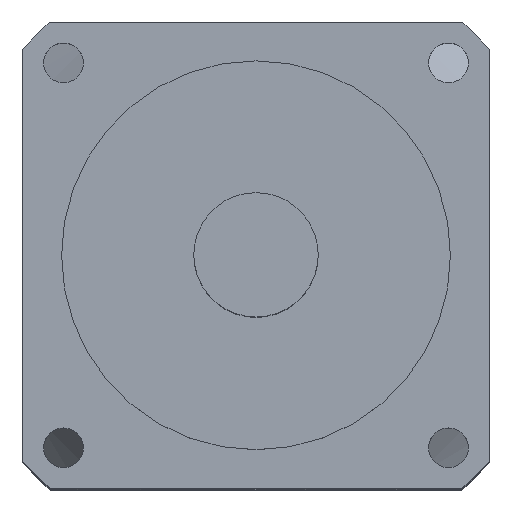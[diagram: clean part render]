
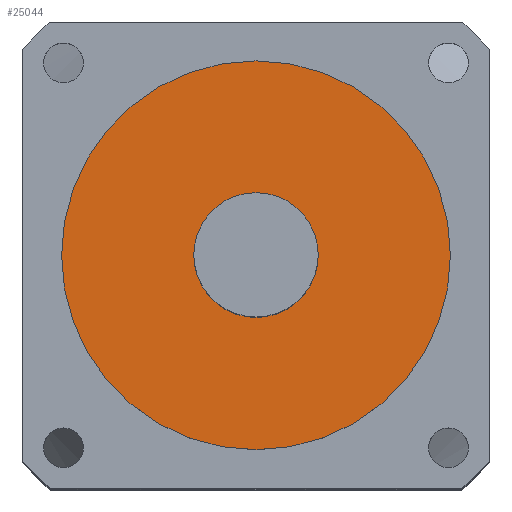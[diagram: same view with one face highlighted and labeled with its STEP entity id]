
A CAD part, top view. The second image highlights one B-rep face of the part: STEP entity #25044.
In plain terms, the highlighted planar face has unit normal (0, 0, 1).
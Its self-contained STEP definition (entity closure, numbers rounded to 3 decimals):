
#921 = AXIS2_PLACEMENT_3D ( 'NONE', #4498, #7326, #12459 ) ;
#1472 = CIRCLE ( 'NONE', #921, 25. ) ;
#3595 = EDGE_LOOP ( 'NONE', ( #29717, #23310 ) ) ;
#4303 = EDGE_LOOP ( 'NONE', ( #23269, #5956 ) ) ;
#4352 = CARTESIAN_POINT ( 'NONE',  ( 25., 0., 103.1 ) ) ;
#4498 = CARTESIAN_POINT ( 'NONE',  ( 0., 0., 103.1 ) ) ;
#4583 = PLANE ( 'NONE',  #31187 ) ;
#4647 = AXIS2_PLACEMENT_3D ( 'NONE', #20649, #17829, #10341 ) ;
#4915 = CARTESIAN_POINT ( 'NONE',  ( 0., 0., 103.1 ) ) ;
#5461 = CARTESIAN_POINT ( 'NONE',  ( 8., 0., 103.1 ) ) ;
#5956 = ORIENTED_EDGE ( 'NONE', *, *, #7228, .T. ) ;
#6279 = DIRECTION ( 'NONE',  ( 0., 0., 1. ) ) ;
#7228 = EDGE_CURVE ( 'NONE', #20922, #12626, #32548, .T. ) ;
#7326 = DIRECTION ( 'NONE',  ( 0., 0., 1. ) ) ;
#10122 = VERTEX_POINT ( 'NONE', #5461 ) ;
#10341 = DIRECTION ( 'NONE',  ( 1., 0., 0. ) ) ;
#11818 = CARTESIAN_POINT ( 'NONE',  ( 0., 0., 103.1 ) ) ;
#11902 = FACE_BOUND ( 'NONE', #3595, .T. ) ;
#12459 = DIRECTION ( 'NONE',  ( 1., 0., 0. ) ) ;
#12626 = VERTEX_POINT ( 'NONE', #24456 ) ;
#16314 = CIRCLE ( 'NONE', #29035, 8. ) ;
#16487 = DIRECTION ( 'NONE',  ( 0., 0., 1. ) ) ;
#17392 = CIRCLE ( 'NONE', #4647, 8. ) ;
#17829 = DIRECTION ( 'NONE',  ( 0., 0., 1. ) ) ;
#18829 = DIRECTION ( 'NONE',  ( 1., 0., 0. ) ) ;
#20649 = CARTESIAN_POINT ( 'NONE',  ( 0., 0., 103.1 ) ) ;
#20922 = VERTEX_POINT ( 'NONE', #4352 ) ;
#21411 = AXIS2_PLACEMENT_3D ( 'NONE', #29043, #6279, #30768 ) ;
#22536 = DIRECTION ( 'NONE',  ( 0., 0., 1. ) ) ;
#22702 = DIRECTION ( 'NONE',  ( 1., 0., 0. ) ) ;
#23269 = ORIENTED_EDGE ( 'NONE', *, *, #24020, .T. ) ;
#23310 = ORIENTED_EDGE ( 'NONE', *, *, #30990, .F. ) ;
#23920 = EDGE_CURVE ( 'NONE', #27438, #10122, #16314, .T. ) ;
#24020 = EDGE_CURVE ( 'NONE', #12626, #20922, #1472, .T. ) ;
#24456 = CARTESIAN_POINT ( 'NONE',  ( -25., 0., 103.1 ) ) ;
#25044 = ADVANCED_FACE ( 'NONE', ( #11902, #27192 ), #4583, .T. ) ;
#27192 = FACE_OUTER_BOUND ( 'NONE', #4303, .T. ) ;
#27438 = VERTEX_POINT ( 'NONE', #29635 ) ;
#29035 = AXIS2_PLACEMENT_3D ( 'NONE', #11818, #16487, #18829 ) ;
#29043 = CARTESIAN_POINT ( 'NONE',  ( 0., 0., 103.1 ) ) ;
#29635 = CARTESIAN_POINT ( 'NONE',  ( -8., 0., 103.1 ) ) ;
#29717 = ORIENTED_EDGE ( 'NONE', *, *, #23920, .F. ) ;
#30768 = DIRECTION ( 'NONE',  ( 1., 0., 0. ) ) ;
#30990 = EDGE_CURVE ( 'NONE', #10122, #27438, #17392, .T. ) ;
#31187 = AXIS2_PLACEMENT_3D ( 'NONE', #4915, #22536, #22702 ) ;
#32548 = CIRCLE ( 'NONE', #21411, 25. ) ;
